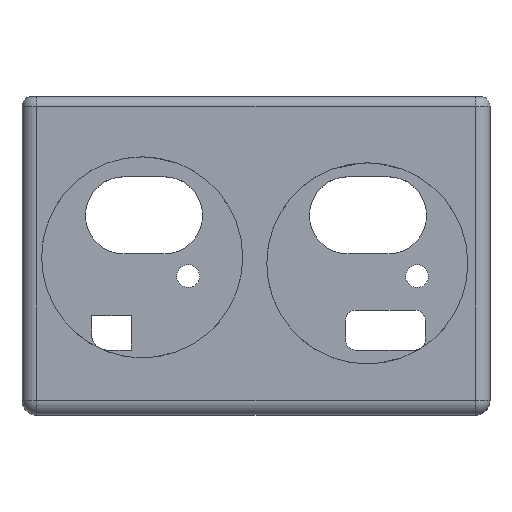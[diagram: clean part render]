
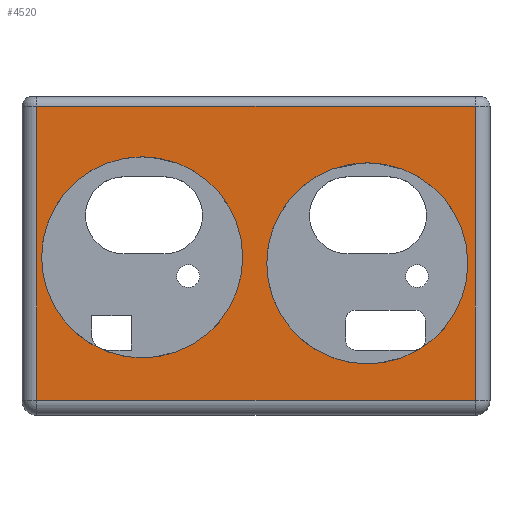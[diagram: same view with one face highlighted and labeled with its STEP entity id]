
A CAD part, top view. The second image highlights one B-rep face of the part: STEP entity #4520.
In plain terms, the highlighted planar face has unit normal (0, 0, 1).
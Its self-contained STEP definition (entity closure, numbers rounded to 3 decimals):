
#63 = CARTESIAN_POINT ( 'NONE',  ( 170.025, -5.467, 21.5 ) ) ;
#183 = DIRECTION ( 'NONE',  ( 1., 0., 0. ) ) ;
#201 = CARTESIAN_POINT ( 'NONE',  ( 149.825, -5.467, 21.5 ) ) ;
#317 = FACE_BOUND ( 'NONE', #851, .T. ) ;
#495 = VECTOR ( 'NONE', #3329, 1000. ) ;
#599 = EDGE_CURVE ( 'NONE', #5757, #5304, #682, .T. ) ;
#603 = VERTEX_POINT ( 'NONE', #2148 ) ;
#682 = CIRCLE ( 'NONE', #3995, 20.2 ) ;
#800 = VERTEX_POINT ( 'NONE', #2705 ) ;
#824 = EDGE_CURVE ( 'NONE', #800, #3131, #1208, .T. ) ;
#846 = CARTESIAN_POINT ( 'NONE',  ( 0., -32.956, 21.5 ) ) ;
#851 = EDGE_LOOP ( 'NONE', ( #5311, #4749 ) ) ;
#879 = VERTEX_POINT ( 'NONE', #3601 ) ;
#899 = VECTOR ( 'NONE', #952, 1000. ) ;
#952 = DIRECTION ( 'NONE',  ( 1., 0., 0. ) ) ;
#1040 = DIRECTION ( 'NONE',  ( 0., 0., 1. ) ) ;
#1080 = DIRECTION ( 'NONE',  ( -1., 0., 0. ) ) ;
#1103 = EDGE_CURVE ( 'NONE', #5563, #800, #1527, .T. ) ;
#1115 = EDGE_CURVE ( 'NONE', #879, #5563, #3862, .T. ) ;
#1149 = DIRECTION ( 'NONE',  ( 0., -1., 0. ) ) ;
#1159 = ORIENTED_EDGE ( 'NONE', *, *, #1103, .T. ) ;
#1208 = LINE ( 'NONE', #4291, #1548 ) ;
#1242 = CARTESIAN_POINT ( 'NONE',  ( 124.81, -4.258, 21.5 ) ) ;
#1395 = ORIENTED_EDGE ( 'NONE', *, *, #824, .T. ) ;
#1405 = CARTESIAN_POINT ( 'NONE',  ( 171.469, 26.044, 21.5 ) ) ;
#1527 = LINE ( 'NONE', #4246, #3817 ) ;
#1548 = VECTOR ( 'NONE', #1149, 1000. ) ;
#1584 = DIRECTION ( 'NONE',  ( 0., 0., 1. ) ) ;
#2011 = EDGE_LOOP ( 'NONE', ( #5067, #2213 ) ) ;
#2054 = CARTESIAN_POINT ( 'NONE',  ( 104.61, -4.258, 21.5 ) ) ;
#2148 = CARTESIAN_POINT ( 'NONE',  ( 129.625, -5.467, 21.5 ) ) ;
#2202 = AXIS2_PLACEMENT_3D ( 'NONE', #201, #2903, #5260 ) ;
#2213 = ORIENTED_EDGE ( 'NONE', *, *, #4409, .F. ) ;
#2528 = CARTESIAN_POINT ( 'NONE',  ( 84.41, -4.258, 21.5 ) ) ;
#2542 = PLANE ( 'NONE',  #3452 ) ;
#2705 = CARTESIAN_POINT ( 'NONE',  ( 83.469, 26.044, 21.5 ) ) ;
#2773 = AXIS2_PLACEMENT_3D ( 'NONE', #2054, #1584, #183 ) ;
#2903 = DIRECTION ( 'NONE',  ( 0., 0., 1. ) ) ;
#2910 = DIRECTION ( 'NONE',  ( 1., 0., 0. ) ) ;
#3071 = AXIS2_PLACEMENT_3D ( 'NONE', #3736, #1040, #4417 ) ;
#3131 = VERTEX_POINT ( 'NONE', #4150 ) ;
#3240 = EDGE_CURVE ( 'NONE', #5277, #603, #3515, .T. ) ;
#3329 = DIRECTION ( 'NONE',  ( 0., 1., 0. ) ) ;
#3452 = AXIS2_PLACEMENT_3D ( 'NONE', #3908, #3462, #5283 ) ;
#3462 = DIRECTION ( 'NONE',  ( 0., 0., -1. ) ) ;
#3515 = CIRCLE ( 'NONE', #2202, 20.2 ) ;
#3601 = CARTESIAN_POINT ( 'NONE',  ( 171.469, -32.956, 21.5 ) ) ;
#3736 = CARTESIAN_POINT ( 'NONE',  ( 149.825, -5.467, 21.5 ) ) ;
#3817 = VECTOR ( 'NONE', #1080, 1000. ) ;
#3862 = LINE ( 'NONE', #4336, #495 ) ;
#3908 = CARTESIAN_POINT ( 'NONE',  ( 0., 0., 21.5 ) ) ;
#3921 = EDGE_LOOP ( 'NONE', ( #5521, #1159, #1395, #4928 ) ) ;
#3958 = FACE_OUTER_BOUND ( 'NONE', #3921, .T. ) ;
#3995 = AXIS2_PLACEMENT_3D ( 'NONE', #5623, #5179, #2910 ) ;
#4150 = CARTESIAN_POINT ( 'NONE',  ( 83.469, -32.956, 21.5 ) ) ;
#4246 = CARTESIAN_POINT ( 'NONE',  ( 0., 26.044, 21.5 ) ) ;
#4291 = CARTESIAN_POINT ( 'NONE',  ( 83.469, 0., 21.5 ) ) ;
#4336 = CARTESIAN_POINT ( 'NONE',  ( 171.469, 0., 21.5 ) ) ;
#4409 = EDGE_CURVE ( 'NONE', #603, #5277, #4789, .T. ) ;
#4417 = DIRECTION ( 'NONE',  ( 1., 0., 0. ) ) ;
#4520 = ADVANCED_FACE ( 'NONE', ( #317, #5725, #3958 ), #2542, .F. ) ;
#4678 = EDGE_CURVE ( 'NONE', #3131, #879, #4922, .T. ) ;
#4749 = ORIENTED_EDGE ( 'NONE', *, *, #5364, .F. ) ;
#4789 = CIRCLE ( 'NONE', #3071, 20.2 ) ;
#4922 = LINE ( 'NONE', #846, #899 ) ;
#4928 = ORIENTED_EDGE ( 'NONE', *, *, #4678, .T. ) ;
#5067 = ORIENTED_EDGE ( 'NONE', *, *, #3240, .F. ) ;
#5179 = DIRECTION ( 'NONE',  ( 0., 0., 1. ) ) ;
#5260 = DIRECTION ( 'NONE',  ( 1., 0., 0. ) ) ;
#5277 = VERTEX_POINT ( 'NONE', #63 ) ;
#5283 = DIRECTION ( 'NONE',  ( -1., 0., 0. ) ) ;
#5304 = VERTEX_POINT ( 'NONE', #2528 ) ;
#5311 = ORIENTED_EDGE ( 'NONE', *, *, #599, .F. ) ;
#5364 = EDGE_CURVE ( 'NONE', #5304, #5757, #5439, .T. ) ;
#5439 = CIRCLE ( 'NONE', #2773, 20.2 ) ;
#5521 = ORIENTED_EDGE ( 'NONE', *, *, #1115, .T. ) ;
#5563 = VERTEX_POINT ( 'NONE', #1405 ) ;
#5623 = CARTESIAN_POINT ( 'NONE',  ( 104.61, -4.258, 21.5 ) ) ;
#5725 = FACE_BOUND ( 'NONE', #2011, .T. ) ;
#5757 = VERTEX_POINT ( 'NONE', #1242 ) ;
